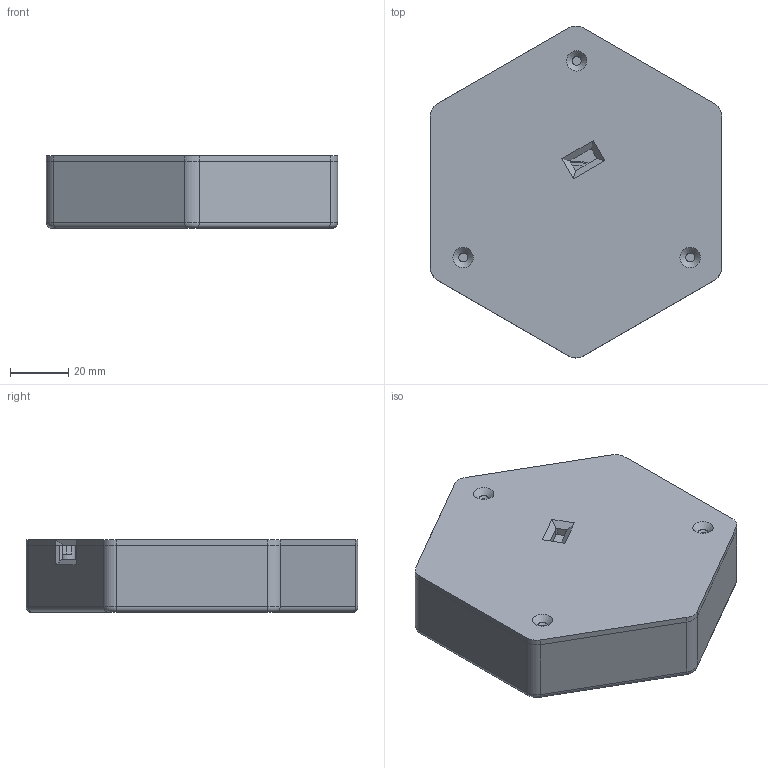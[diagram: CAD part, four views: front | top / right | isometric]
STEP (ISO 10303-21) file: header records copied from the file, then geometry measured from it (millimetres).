
FILE_DESCRIPTION(/* description */ (''),/* implementation_level */ '2;1');
FILE_NAME(/* name */ 'PhysioPods STEP.step',/* time_stamp */ '2024-07-21T10:07:56+02:00',/* author */ (''),/* organization */ (''),/* preprocessor_version */ 'ST-DEVELOPER v20',/* originating_system */ 'Autodesk Translation Framework v13.14.0.145',/* authorisation */ '');
FILE_SCHEMA (('AUTOMOTIVE_DESIGN { 1 0 10303 214 3 1 1 }'));
Length unit declared in the file: millimetre
Products named in the file (1): PhysioPods
Bounding box: 100 x 113.92 x 25 mm (x, y, z)
Volume: 52670.6 mm3; surface area: 56104.1 mm2
Topology: 2 solids, 2 shells, 229 faces, 583 edges, 374 vertices
Faces by surface type: plane 120, cylinder 82, cone 12, bspline 9, torus 6
Full cylindrical faces by diameter (mm): 3.1 x6, 3.2 x3, 7 x3, 18.3 x1, 20.5 x1, 21.3 x1
Entity records: 7076 total; most frequent: CARTESIAN_POINT 1307, DIRECTION 1232, ORIENTED_EDGE 1166, EDGE_CURVE 583, AXIS2_PLACEMENT_3D 434, VERTEX_POINT 374, LINE 364, VECTOR 364
